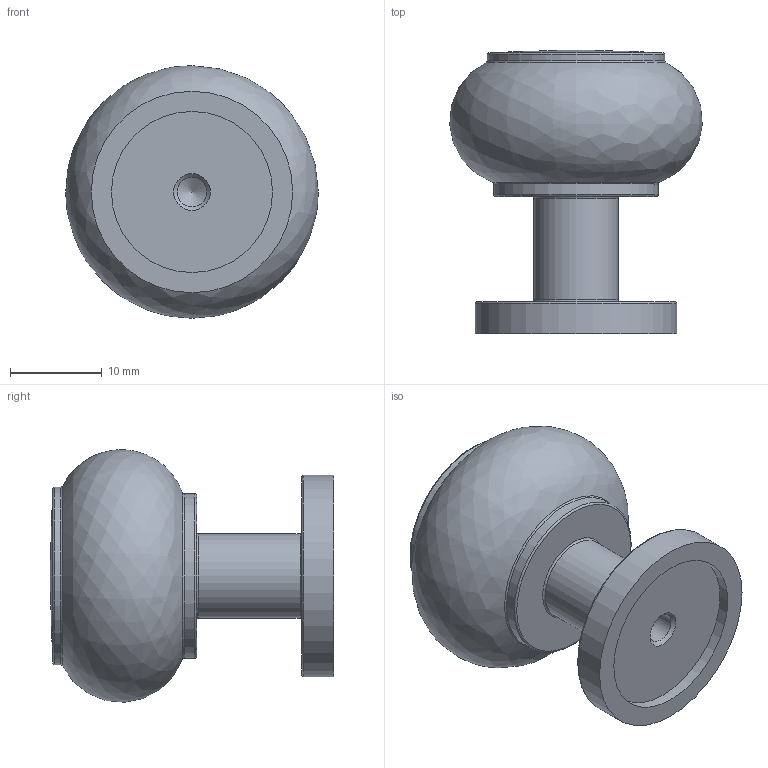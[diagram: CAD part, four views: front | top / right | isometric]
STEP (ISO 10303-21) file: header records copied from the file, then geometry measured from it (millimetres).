
FILE_DESCRIPTION(/* description */ (''),/* implementation_level */ '2;1');
FILE_NAME(/* name */ 'GZ-STILO.stp',/* time_stamp */ '2021-11-25T12:44:06+01:00',/* author */ ('tomaszw'),/* organization */ (''),/* preprocessor_version */ 'ST-DEVELOPER v18.1',/* originating_system */ 'Autodesk Inventor 2021',/* authorisation */ '');
FILE_SCHEMA (('AUTOMOTIVE_DESIGN { 1 0 10303 214 3 1 1 }'));
Length unit declared in the file: millimetre
Products named in the file (1): GZ-STILO
Bounding box: 27.58 x 31 x 27.58 mm (x, y, z)
Volume: 9025.1 mm3; surface area: 3358.7 mm2
Topology: 1 solids, 1 shells, 21 faces, 46 edges, 29 vertices
Faces by surface type: torus 7, cylinder 6, plane 4, bspline 2, cone 2
Full cylindrical faces by diameter (mm): 3.242 x1, 9.2 x1, 17.6 x1, 18 x1, 19.4 x1, 22 x1
Entity records: 689 total; most frequent: CARTESIAN_POINT 165, DIRECTION 120, ORIENTED_EDGE 88, AXIS2_PLACEMENT_3D 56, EDGE_CURVE 44, CIRCLE 36, VERTEX_POINT 29, EDGE_LOOP 25
